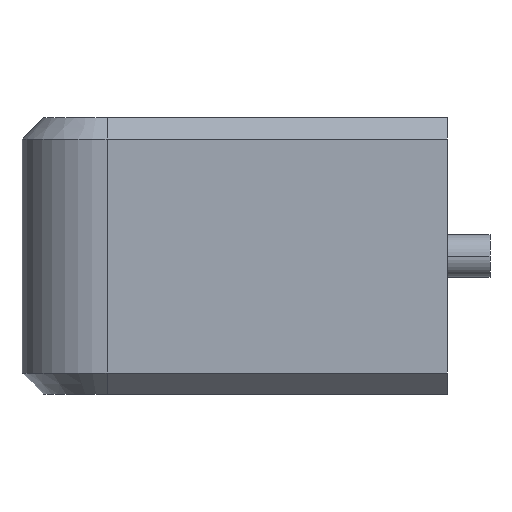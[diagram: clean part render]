
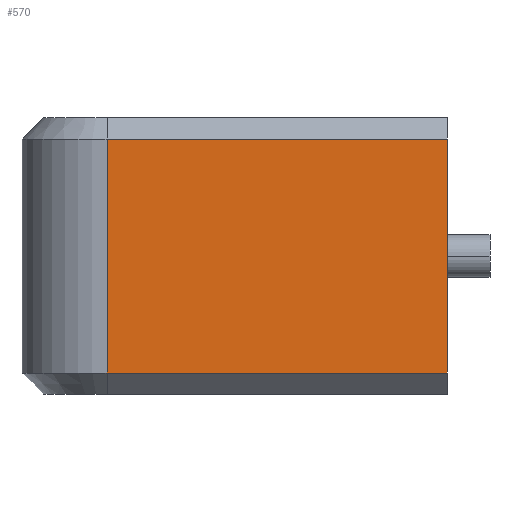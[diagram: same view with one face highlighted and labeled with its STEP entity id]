
A CAD part, front view. The second image highlights one B-rep face of the part: STEP entity #570.
In plain terms, the highlighted planar face has unit normal (0, -1, 0).
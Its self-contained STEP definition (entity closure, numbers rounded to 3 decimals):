
#8 = CARTESIAN_POINT ( 'NONE',  ( 47.429, -40., 32.5 ) ) ;
#18 = CARTESIAN_POINT ( 'NONE',  ( 47.429, -40., 27.5 ) ) ;
#29 = LINE ( 'NONE', #34, #261 ) ;
#34 = CARTESIAN_POINT ( 'NONE',  ( 47.429, -40., -27.5 ) ) ;
#80 = ORIENTED_EDGE ( 'NONE', *, *, #534, .T. ) ;
#82 = ORIENTED_EDGE ( 'NONE', *, *, #708, .T. ) ;
#95 = DIRECTION ( 'NONE',  ( 0., 0., -1. ) ) ;
#128 = DIRECTION ( 'NONE',  ( 0., 0., -1. ) ) ;
#156 = ORIENTED_EDGE ( 'NONE', *, *, #337, .T. ) ;
#157 = DIRECTION ( 'NONE',  ( -1., 0., 0. ) ) ;
#203 = LINE ( 'NONE', #18, #569 ) ;
#208 = CARTESIAN_POINT ( 'NONE',  ( 47.429, -40., 32.5 ) ) ;
#214 = VERTEX_POINT ( 'NONE', #314 ) ;
#227 = DIRECTION ( 'NONE',  ( 1., 0., 0. ) ) ;
#253 = DIRECTION ( 'NONE',  ( 0., 1., 0. ) ) ;
#258 = CARTESIAN_POINT ( 'NONE',  ( 47.429, -40., -27.5 ) ) ;
#261 = VECTOR ( 'NONE', #227, 1000. ) ;
#314 = CARTESIAN_POINT ( 'NONE',  ( -32.571, -40., 27.5 ) ) ;
#320 = CARTESIAN_POINT ( 'NONE',  ( -32.571, -40., 32.5 ) ) ;
#323 = FACE_OUTER_BOUND ( 'NONE', #345, .T. ) ;
#337 = EDGE_CURVE ( 'NONE', #711, #576, #29, .T. ) ;
#345 = EDGE_LOOP ( 'NONE', ( #80, #156, #348, #82 ) ) ;
#348 = ORIENTED_EDGE ( 'NONE', *, *, #622, .F. ) ;
#398 = CARTESIAN_POINT ( 'NONE',  ( 47.429, -40., 27.5 ) ) ;
#438 = DIRECTION ( 'NONE',  ( -1., 0., 0. ) ) ;
#460 = LINE ( 'NONE', #208, #525 ) ;
#467 = AXIS2_PLACEMENT_3D ( 'NONE', #8, #253, #438 ) ;
#504 = VECTOR ( 'NONE', #128, 1000. ) ;
#525 = VECTOR ( 'NONE', #95, 1000. ) ;
#534 = EDGE_CURVE ( 'NONE', #214, #711, #626, .T. ) ;
#565 = PLANE ( 'NONE',  #467 ) ;
#569 = VECTOR ( 'NONE', #157, 1000. ) ;
#570 = ADVANCED_FACE ( 'NONE', ( #323 ), #565, .F. ) ;
#576 = VERTEX_POINT ( 'NONE', #258 ) ;
#579 = CARTESIAN_POINT ( 'NONE',  ( -32.571, -40., -27.5 ) ) ;
#622 = EDGE_CURVE ( 'NONE', #693, #576, #460, .T. ) ;
#626 = LINE ( 'NONE', #320, #504 ) ;
#693 = VERTEX_POINT ( 'NONE', #398 ) ;
#708 = EDGE_CURVE ( 'NONE', #693, #214, #203, .T. ) ;
#711 = VERTEX_POINT ( 'NONE', #579 ) ;
